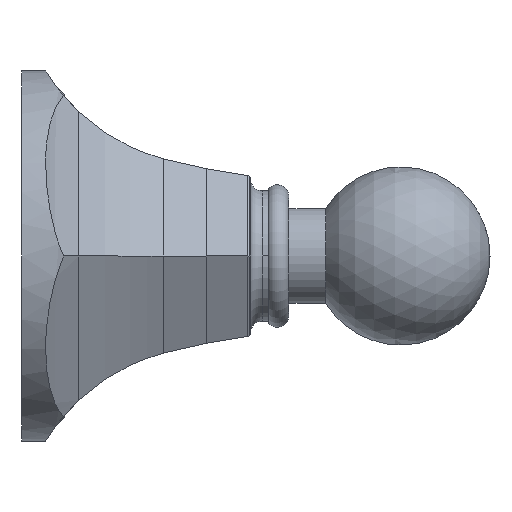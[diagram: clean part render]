
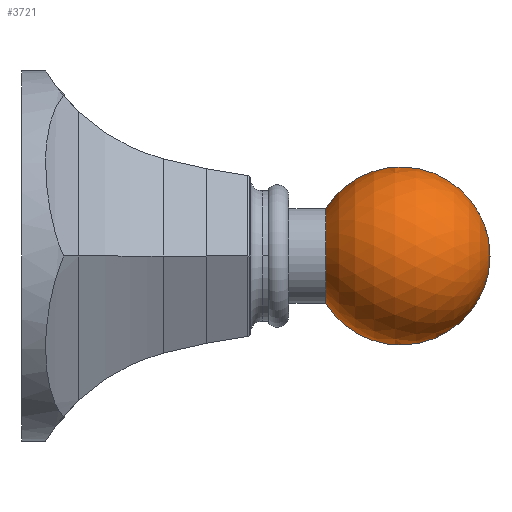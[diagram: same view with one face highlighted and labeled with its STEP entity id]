
A CAD part, left-side view. The second image highlights one B-rep face of the part: STEP entity #3721.
In plain terms, the highlighted spherical face has radius 14.999 mm.
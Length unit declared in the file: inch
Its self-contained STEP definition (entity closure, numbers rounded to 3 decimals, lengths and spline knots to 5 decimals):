
#1046=CARTESIAN_POINT('',(0.,-2.01454,0.));
#1047=DIRECTION('',(0.,-1.,0.));
#1048=DIRECTION('',(0.,0.,1.));
#1049=AXIS2_PLACEMENT_3D('',#1046,#1047,#1048);
#1051=CARTESIAN_POINT('',(0.,-2.514,0.));
#1052=DIRECTION('',(1.,0.,0.));
#1053=DIRECTION('',(0.,0.846,0.533));
#1054=AXIS2_PLACEMENT_3D('',#1051,#1052,#1053);
#1056=CARTESIAN_POINT('',(0.,-2.514,0.));
#1057=DIRECTION('',(1.,0.,0.));
#1058=DIRECTION('',(0.,-1.,0.));
#1059=AXIS2_PLACEMENT_3D('',#1056,#1057,#1058);
#2316=CARTESIAN_POINT('',(0.,-2.01454,0.315));
#2317=CARTESIAN_POINT('',(0.,-3.1045,0.));
#2318=VERTEX_POINT('',#2316);
#2319=VERTEX_POINT('',#2317);
#2320=CARTESIAN_POINT('',(0.,-2.01454,-0.315));
#2321=VERTEX_POINT('',#2320);
#3709=CARTESIAN_POINT('',(0.,-2.514,0.));
#3710=DIRECTION('',(0.,1.,0.));
#3711=DIRECTION('',(0.,0.,1.));
#3712=AXIS2_PLACEMENT_3D('',#3709,#3710,#3711);
#3713=SPHERICAL_SURFACE('',#3712,0.5905);
#3715=ORIENTED_EDGE('',*,*,#3714,.T.);
#3717=ORIENTED_EDGE('',*,*,#3716,.T.);
#3718=ORIENTED_EDGE('',*,*,#3702,.F.);
#3719=EDGE_LOOP('',(#3715,#3717,#3718));
#3720=FACE_OUTER_BOUND('',#3719,.F.);
#3721=ADVANCED_FACE('',(#3720),#3713,.T.);
#1050=CIRCLE('',#1049,0.315);
#1055=CIRCLE('',#1054,0.5905);
#1060=CIRCLE('',#1059,0.5905);
#3702=EDGE_CURVE('',#2318,#2321,#1050,.T.);
#3714=EDGE_CURVE('',#2318,#2319,#1055,.T.);
#3716=EDGE_CURVE('',#2319,#2321,#1060,.T.);
